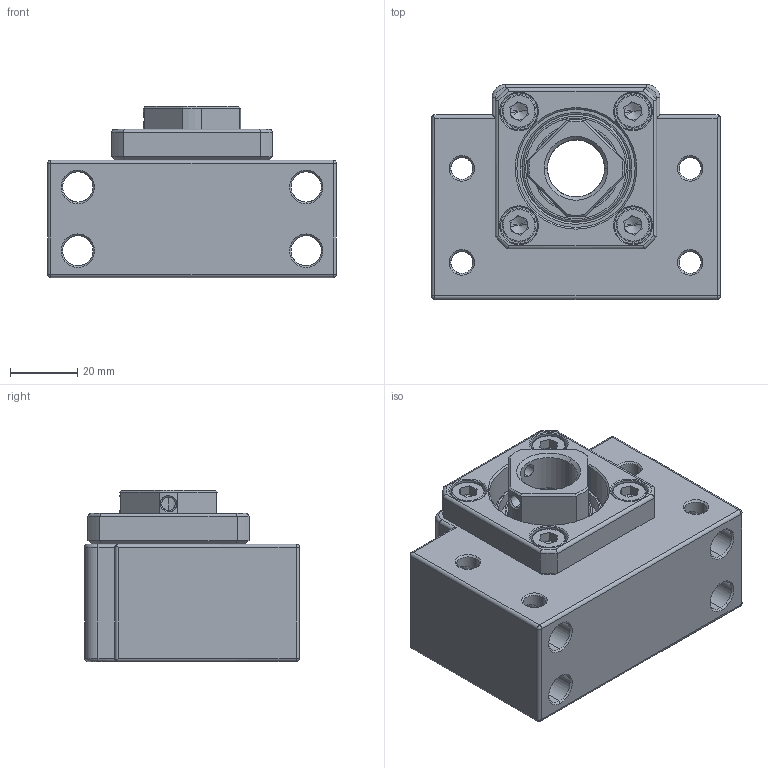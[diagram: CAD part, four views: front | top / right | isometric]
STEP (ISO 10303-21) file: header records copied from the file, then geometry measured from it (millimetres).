
FILE_DESCRIPTION (( 'STEP AP214' ), '1' );
FILE_NAME ('BK17疒玉.STEP', '2018-12-10T05:02:20', ( 'Windows 荤侩磊' ), ( '' ), 'SwSTEP 2.0', 'SolidWorks 2013', '' );
FILE_SCHEMA (( 'AUTOMOTIVE_DESIGN' ));
Length unit declared in the file: millimetre
Products named in the file (8): BK17鎖固螺帽(成_); BK17間隔環; BK17軸承座_體(成_); BK17疒玉; M6 x 12螺絲; BK17軸承_(成_); 7203 軸承; 17軸封
Assembly tree (12 placements, depth 2):
  BK17疒玉
    BK17軸承座_體(成_)
    BK17間隔環
    BK17鎖固螺帽(成_)
    17軸封  x2
    7203 軸承  x2
    BK17軸承_(成_)
    M6 x 12螺絲  x4
Bounding box: 86 x 64 x 51 mm (x, y, z)
Volume: 154838.5 mm3; surface area: 66389.4 mm2
Topology: 38 solids, 38 shells, 680 faces, 1697 edges, 1031 vertices
Faces by surface type: cylinder 243, plane 135, cone 124, torus 110, sphere 48, bspline 20
Entity records: 20619 total; most frequent: CARTESIAN_POINT 9150, DIRECTION 2382, ORIENTED_EDGE 2238, EDGE_CURVE 1119, AXIS2_PLACEMENT_3D 998, VERTEX_POINT 684, EDGE_LOOP 547, CIRCLE 521
